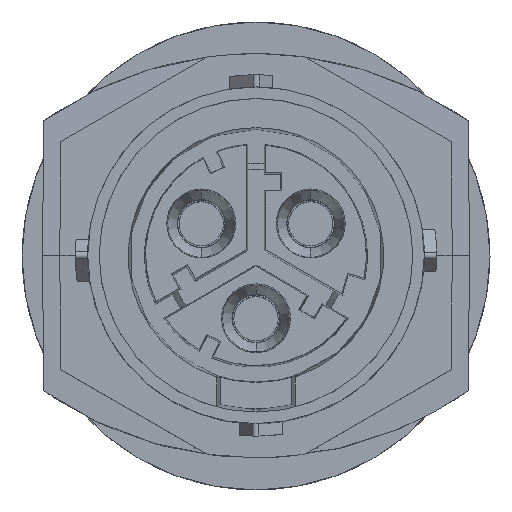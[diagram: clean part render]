
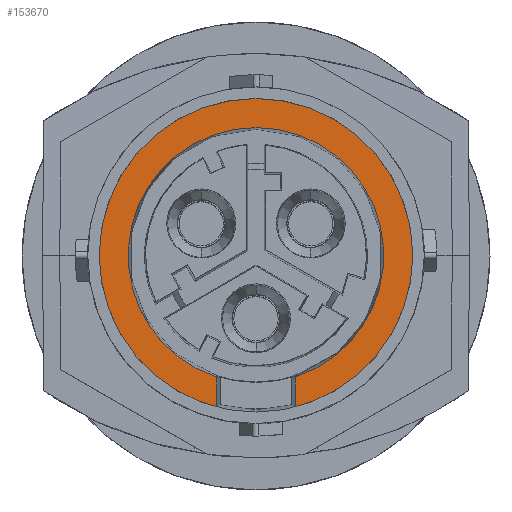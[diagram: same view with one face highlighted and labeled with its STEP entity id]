
A CAD part, top view. The second image highlights one B-rep face of the part: STEP entity #153670.
In plain terms, the highlighted face is planar.
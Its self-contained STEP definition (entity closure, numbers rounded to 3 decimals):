
#125670=CARTESIAN_POINT('',(90.617,36.38,
26.166));
#125680=VERTEX_POINT('',#125670);
#125940=CARTESIAN_POINT('',(73.472,28.316,
26.166));
#125950=VERTEX_POINT('',#125940);
#125980=CARTESIAN_POINT('',(82.559,31.255,
26.166));
#125990=DIRECTION('',(0.,0.,1.));
#126000=DIRECTION('',(-0.844,-0.537,
0.));
#126010=AXIS2_PLACEMENT_3D('',#125980,#125990,#126000);
#126020=CIRCLE('',#126010,9.55);
#126030=EDGE_CURVE('',#125680,#125950,#126020,.T.);
#126260=CARTESIAN_POINT('',(89.125,35.431,
26.166));
#126270=VERTEX_POINT('',#126260);
#126300=CARTESIAN_POINT('',(82.559,31.255,
26.166));
#126310=DIRECTION('',(0.,0.,-1.));
#126320=DIRECTION('',(0.844,0.537,
0.));
#126330=AXIS2_PLACEMENT_3D('',#126300,#126310,#126320);
#126340=CIRCLE('',#126330,7.782);
#126350=CARTESIAN_POINT('',(75.025,29.304,
26.166));
#126360=VERTEX_POINT('',#126350);
#126370=EDGE_CURVE('',#126360,#126270,#126340,.T.);
#153380=CARTESIAN_POINT('',(216.58,116.491,
26.166));
#153390=DIRECTION('',(0.,0.,-1.));
#153400=DIRECTION('',(0.537,-0.844,
0.));
#153410=AXIS2_PLACEMENT_3D('',#153380,#153390,#153400);
#153420=PLANE('',#153410);
#153430=CARTESIAN_POINT('',(76.044,24.271,
26.166));
#153440=VERTEX_POINT('',#153430);
#153450=EDGE_CURVE('',#153440,#125680,#126020,.T.);
#153460=ORIENTED_EDGE('',*,*,#153450,.F.);
#153470=ORIENTED_EDGE('',*,*,#126030,.F.);
#153480=CARTESIAN_POINT('',(76.141,30.013,
26.166));
#153490=DIRECTION('',(-0.844,-0.537,
0.));
#153500=VECTOR('',#153490,1.);
#153510=LINE('',#153480,#153500);
#153520=EDGE_CURVE('',#126360,#125950,#153510,.T.);
#153530=ORIENTED_EDGE('',*,*,#153520,.T.);
#153540=ORIENTED_EDGE('',*,*,#126370,.F.);
#153550=CARTESIAN_POINT('',(77.598,25.259,
26.166));
#153560=VERTEX_POINT('',#153550);
#153570=EDGE_CURVE('',#126270,#153560,#126340,.T.);
#153580=ORIENTED_EDGE('',*,*,#153570,.F.);
#153590=CARTESIAN_POINT('',(78.713,25.969,
26.166));
#153600=DIRECTION('',(0.844,0.537,
0.));
#153610=VECTOR('',#153600,1.);
#153620=LINE('',#153590,#153610);
#153630=EDGE_CURVE('',#153440,#153560,#153620,.T.);
#153640=ORIENTED_EDGE('',*,*,#153630,.T.);
#153650=EDGE_LOOP('',(#153640,#153580,#153540,#153530,#153470,#153460));
#153660=FACE_OUTER_BOUND('',#153650,.T.);
#153670=ADVANCED_FACE('',(#153660),#153420,.T.);
